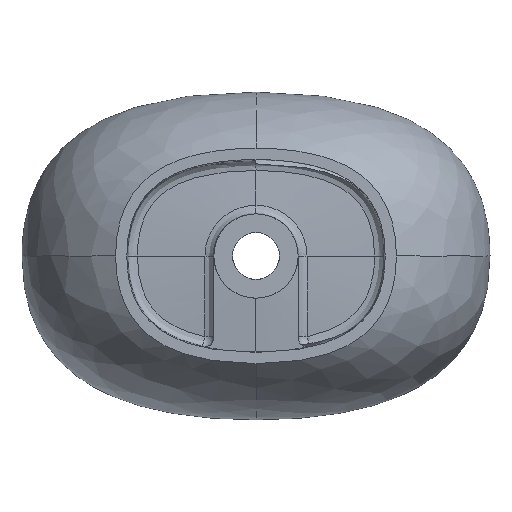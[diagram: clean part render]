
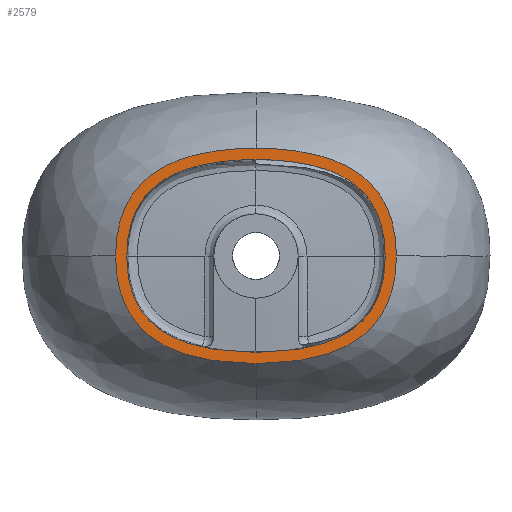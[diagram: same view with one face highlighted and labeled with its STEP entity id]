
A CAD part, front view. The second image highlights one B-rep face of the part: STEP entity #2579.
In plain terms, the highlighted planar face has unit normal (0, -1, 0).
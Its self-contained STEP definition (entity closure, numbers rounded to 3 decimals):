
#1=CARTESIAN_POINT('',(0.,-160.,-115.));
#2=CARTESIAN_POINT('',(22.083,-160.,-115.));
#3=CARTESIAN_POINT('',(62.523,-160.,-111.273));
#4=CARTESIAN_POINT('',(102.12,-160.,-95.662));
#5=CARTESIAN_POINT('',(125.898,-160.,-75.273));
#6=CARTESIAN_POINT('',(139.352,-160.,-55.602));
#7=CARTESIAN_POINT('',(147.93,-160.,-31.055));
#8=CARTESIAN_POINT('',(150.,-160.,-11.042));
#9=CARTESIAN_POINT('',(150.,-160.,0.));
#11=CARTESIAN_POINT('',(0.,-160.,-115.));
#12=CARTESIAN_POINT('',(-22.083,-160.,-115.));
#13=CARTESIAN_POINT('',(-62.523,-160.,-111.273));
#14=CARTESIAN_POINT('',(-102.12,-160.,-95.662));
#15=CARTESIAN_POINT('',(-125.898,-160.,-75.273));
#16=CARTESIAN_POINT('',(-139.352,-160.,-55.602));
#17=CARTESIAN_POINT('',(-147.93,-160.,-31.055));
#18=CARTESIAN_POINT('',(-150.,-160.,-11.042));
#19=CARTESIAN_POINT('',(-150.,-160.,0.));
#21=CARTESIAN_POINT('',(-150.,-160.,0.));
#22=CARTESIAN_POINT('',(-150.,-160.,11.042));
#23=CARTESIAN_POINT('',(-147.93,-160.,31.055));
#24=CARTESIAN_POINT('',(-139.352,-160.,55.602));
#25=CARTESIAN_POINT('',(-125.898,-160.,75.273));
#26=CARTESIAN_POINT('',(-102.12,-160.,95.662));
#27=CARTESIAN_POINT('',(-62.523,-160.,111.273));
#28=CARTESIAN_POINT('',(-22.083,-160.,115.));
#29=CARTESIAN_POINT('',(0.,-160.,115.));
#31=CARTESIAN_POINT('',(150.,-160.,0.));
#32=CARTESIAN_POINT('',(150.,-160.,11.042));
#33=CARTESIAN_POINT('',(147.93,-160.,31.055));
#34=CARTESIAN_POINT('',(139.352,-160.,55.602));
#35=CARTESIAN_POINT('',(125.898,-160.,75.273));
#36=CARTESIAN_POINT('',(102.12,-160.,95.662));
#37=CARTESIAN_POINT('',(62.523,-160.,111.273));
#38=CARTESIAN_POINT('',(22.083,-160.,115.));
#39=CARTESIAN_POINT('',(0.,-160.,115.));
#41=CARTESIAN_POINT('',(138.,-160.,0.));
#42=CARTESIAN_POINT('',(138.,-160.,10.292));
#43=CARTESIAN_POINT('',(136.069,-160.,28.608));
#44=CARTESIAN_POINT('',(128.462,-160.,50.219));
#45=CARTESIAN_POINT('',(116.874,-160.,67.14));
#46=CARTESIAN_POINT('',(96.235,-160.,84.907));
#47=CARTESIAN_POINT('',(60.184,-160.,99.352));
#48=CARTESIAN_POINT('',(21.408,-160.,103.));
#49=CARTESIAN_POINT('',(0.,-160.,103.));
#51=CARTESIAN_POINT('',(-138.,-160.,0.));
#52=CARTESIAN_POINT('',(-138.,-160.,10.292));
#53=CARTESIAN_POINT('',(-136.069,-160.,28.608));
#54=CARTESIAN_POINT('',(-128.462,-160.,50.219));
#55=CARTESIAN_POINT('',(-116.874,-160.,67.14));
#56=CARTESIAN_POINT('',(-96.235,-160.,84.907));
#57=CARTESIAN_POINT('',(-60.184,-160.,99.352));
#58=CARTESIAN_POINT('',(-21.408,-160.,103.));
#59=CARTESIAN_POINT('',(0.,-160.,103.));
#61=CARTESIAN_POINT('',(0.,-160.,-103.));
#62=CARTESIAN_POINT('',(-21.408,-160.,-103.));
#63=CARTESIAN_POINT('',(-60.184,-160.,-99.352));
#64=CARTESIAN_POINT('',(-96.235,-160.,-84.907));
#65=CARTESIAN_POINT('',(-116.874,-160.,-67.14));
#66=CARTESIAN_POINT('',(-128.462,-160.,-50.219));
#67=CARTESIAN_POINT('',(-136.069,-160.,-28.608));
#68=CARTESIAN_POINT('',(-138.,-160.,-10.292));
#69=CARTESIAN_POINT('',(-138.,-160.,0.));
#71=CARTESIAN_POINT('',(0.,-160.,-103.));
#72=CARTESIAN_POINT('',(21.408,-160.,-103.));
#73=CARTESIAN_POINT('',(60.184,-160.,-99.352));
#74=CARTESIAN_POINT('',(96.235,-160.,-84.907));
#75=CARTESIAN_POINT('',(116.874,-160.,-67.14));
#76=CARTESIAN_POINT('',(128.462,-160.,-50.219));
#77=CARTESIAN_POINT('',(136.069,-160.,-28.608));
#78=CARTESIAN_POINT('',(138.,-160.,-10.292));
#79=CARTESIAN_POINT('',(138.,-160.,0.));
#85=CARTESIAN_POINT('',(0.,-160.,-115.));
#87=CARTESIAN_POINT('',(150.,-160.,0.));
#109=CARTESIAN_POINT('',(-150.,-160.,0.));
#2404=CARTESIAN_POINT('',(0.,-160.,115.));
#2420=VERTEX_POINT('',#87);
#2422=VERTEX_POINT('',#109);
#2425=VERTEX_POINT('',#85);
#2476=VERTEX_POINT('',#2404);
#2479=VERTEX_POINT('',#71);
#2480=VERTEX_POINT('',#79);
#2481=VERTEX_POINT('',#49);
#2482=VERTEX_POINT('',#69);
#2554=CARTESIAN_POINT('',(0.,-160.,0.));
#2555=DIRECTION('',(0.,-1.,0.));
#2556=DIRECTION('',(-1.,0.,0.));
#2557=AXIS2_PLACEMENT_3D('',#2554,#2555,#2556);
#2558=PLANE('',#2557);
#2560=ORIENTED_EDGE('',*,*,#2559,.F.);
#2562=ORIENTED_EDGE('',*,*,#2561,.T.);
#2564=ORIENTED_EDGE('',*,*,#2563,.T.);
#2566=ORIENTED_EDGE('',*,*,#2565,.F.);
#2567=EDGE_LOOP('',(#2560,#2562,#2564,#2566));
#2568=FACE_OUTER_BOUND('',#2567,.F.);
#2570=ORIENTED_EDGE('',*,*,#2569,.T.);
#2572=ORIENTED_EDGE('',*,*,#2571,.F.);
#2574=ORIENTED_EDGE('',*,*,#2573,.F.);
#2576=ORIENTED_EDGE('',*,*,#2575,.T.);
#2577=EDGE_LOOP('',(#2570,#2572,#2574,#2576));
#2578=FACE_BOUND('',#2577,.F.);
#2579=ADVANCED_FACE('',(#2568,#2578),#2558,.T.);
#10=B_SPLINE_CURVE_WITH_KNOTS('',3,(#1,#2,#3,#4,#5,#6,#7,#8,#9),.UNSPECIFIED.,
.F.,.F.,(4,1,1,1,1,1,4),(0.,0.25,0.5,0.625,0.75,0.875,1.),
.UNSPECIFIED.);
#20=B_SPLINE_CURVE_WITH_KNOTS('',3,(#11,#12,#13,#14,#15,#16,#17,#18,#19),
.UNSPECIFIED.,.F.,.F.,(4,1,1,1,1,1,4),(0.,0.25,0.5,0.625,0.75,0.875,
1.),.UNSPECIFIED.);
#30=B_SPLINE_CURVE_WITH_KNOTS('',3,(#21,#22,#23,#24,#25,#26,#27,#28,#29),
.UNSPECIFIED.,.F.,.F.,(4,1,1,1,1,1,4),(0.,0.125,0.25,0.375,0.5,0.75,
1.),.UNSPECIFIED.);
#40=B_SPLINE_CURVE_WITH_KNOTS('',3,(#31,#32,#33,#34,#35,#36,#37,#38,#39),
.UNSPECIFIED.,.F.,.F.,(4,1,1,1,1,1,4),(0.,0.125,0.25,0.375,0.5,0.75,
1.),.UNSPECIFIED.);
#50=B_SPLINE_CURVE_WITH_KNOTS('',3,(#41,#42,#43,#44,#45,#46,#47,#48,#49),
.UNSPECIFIED.,.F.,.F.,(4,1,1,1,1,1,4),(0.,0.125,0.25,0.375,0.5,0.75,
1.),.UNSPECIFIED.);
#60=B_SPLINE_CURVE_WITH_KNOTS('',3,(#51,#52,#53,#54,#55,#56,#57,#58,#59),
.UNSPECIFIED.,.F.,.F.,(4,1,1,1,1,1,4),(0.,0.125,0.25,0.375,0.5,0.75,
1.),.UNSPECIFIED.);
#70=B_SPLINE_CURVE_WITH_KNOTS('',3,(#61,#62,#63,#64,#65,#66,#67,#68,#69),
.UNSPECIFIED.,.F.,.F.,(4,1,1,1,1,1,4),(0.,0.25,0.5,0.625,0.75,0.875,
1.),.UNSPECIFIED.);
#80=B_SPLINE_CURVE_WITH_KNOTS('',3,(#71,#72,#73,#74,#75,#76,#77,#78,#79),
.UNSPECIFIED.,.F.,.F.,(4,1,1,1,1,1,4),(0.,0.25,0.5,0.625,0.75,0.875,
1.),.UNSPECIFIED.);
#2559=EDGE_CURVE('',#2425,#2420,#10,.T.);
#2561=EDGE_CURVE('',#2425,#2422,#20,.T.);
#2563=EDGE_CURVE('',#2422,#2476,#30,.T.);
#2565=EDGE_CURVE('',#2420,#2476,#40,.T.);
#2569=EDGE_CURVE('',#2480,#2481,#50,.T.);
#2571=EDGE_CURVE('',#2482,#2481,#60,.T.);
#2573=EDGE_CURVE('',#2479,#2482,#70,.T.);
#2575=EDGE_CURVE('',#2479,#2480,#80,.T.);
